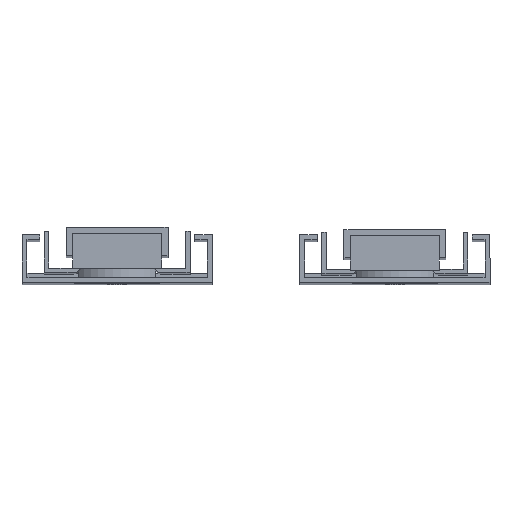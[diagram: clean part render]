
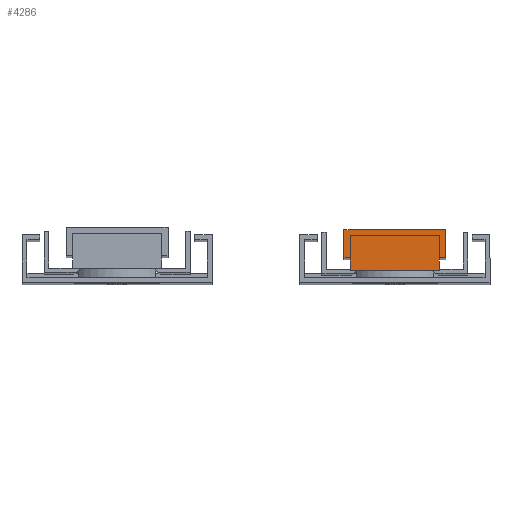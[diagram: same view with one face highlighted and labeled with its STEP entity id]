
A CAD part, top view. The second image highlights one B-rep face of the part: STEP entity #4286.
In plain terms, the highlighted planar face has unit normal (0, 0, 1).
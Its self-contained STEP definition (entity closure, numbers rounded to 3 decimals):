
#3076=CARTESIAN_POINT('',(-8.093,0.403,300.0));
#3077=VERTEX_POINT('',#3076);
#3094=CARTESIAN_POINT('',(-8.093,-2.697,300.0));
#3095=VERTEX_POINT('',#3094);
#3102=CARTESIAN_POINT('',(-8.093,0.403,300.0));
#3103=DIRECTION('',(0.0,-1.0,0.0));
#3104=VECTOR('',#3103,3.1);
#3105=LINE('',#3102,#3104);
#3106=EDGE_CURVE('',#3077,#3095,#3105,.T.);
#3116=CARTESIAN_POINT('',(13.307,0.403,300.0));
#3117=VERTEX_POINT('',#3116);
#3126=CARTESIAN_POINT('',(13.307,-2.697,300.0));
#3127=VERTEX_POINT('',#3126);
#3128=CARTESIAN_POINT('',(13.307,0.403,300.0));
#3129=DIRECTION('',(0.0,-1.0,0.0));
#3130=VECTOR('',#3129,3.1);
#3131=LINE('',#3128,#3130);
#3132=EDGE_CURVE('',#3117,#3127,#3131,.T.);
#3195=CARTESIAN_POINT('',(-8.093,-2.697,300.0));
#3196=DIRECTION('',(1.0,0.0,0.0));
#3197=VECTOR('',#3196,21.4);
#3198=LINE('',#3195,#3197);
#3199=EDGE_CURVE('',#3095,#3127,#3198,.T.);
#4114=CARTESIAN_POINT('',(-9.593,7.203,300.0));
#4115=VERTEX_POINT('',#4114);
#4122=CARTESIAN_POINT('',(14.807,7.203,300.0));
#4123=VERTEX_POINT('',#4122);
#4124=CARTESIAN_POINT('',(-9.593,7.203,300.0));
#4125=DIRECTION('',(1.0,0.0,0.0));
#4126=VECTOR('',#4125,24.4);
#4127=LINE('',#4124,#4126);
#4128=EDGE_CURVE('',#4115,#4123,#4127,.T.);
#4183=CARTESIAN_POINT('',(-9.593,0.403,300.0));
#4184=VERTEX_POINT('',#4183);
#4185=CARTESIAN_POINT('',(-8.093,0.403,300.0));
#4186=DIRECTION('',(-1.0,0.0,0.0));
#4187=VECTOR('',#4186,1.5);
#4188=LINE('',#4185,#4187);
#4189=EDGE_CURVE('',#3077,#4184,#4188,.T.);
#4218=CARTESIAN_POINT('',(14.807,0.403,300.0));
#4219=VERTEX_POINT('',#4218);
#4226=CARTESIAN_POINT('',(14.807,0.403,300.0));
#4227=DIRECTION('',(-1.0,0.0,0.0));
#4228=VECTOR('',#4227,1.5);
#4229=LINE('',#4226,#4228);
#4230=EDGE_CURVE('',#4219,#3117,#4229,.T.);
#4244=CARTESIAN_POINT('',(14.807,7.203,300.0));
#4245=DIRECTION('',(0.0,-1.0,0.0));
#4246=VECTOR('',#4245,6.8);
#4247=LINE('',#4244,#4246);
#4248=EDGE_CURVE('',#4123,#4219,#4247,.T.);
#4261=CARTESIAN_POINT('',(-9.593,0.403,300.0));
#4262=DIRECTION('',(0.0,1.0,0.0));
#4263=VECTOR('',#4262,6.8);
#4264=LINE('',#4261,#4263);
#4265=EDGE_CURVE('',#4184,#4115,#4264,.T.);
#4271=CARTESIAN_POINT('',(2.607,5.248,300.0));
#4272=DIRECTION('',(0.0,0.0,1.0));
#4273=DIRECTION('',(1.0,0.0,0.0));
#4274=AXIS2_PLACEMENT_3D('',#4271,#4272,#4273);
#4275=PLANE('',#4274);
#4276=ORIENTED_EDGE('',*,*,#4265,.F.);
#4277=ORIENTED_EDGE('',*,*,#4189,.F.);
#4278=ORIENTED_EDGE('',*,*,#3106,.T.);
#4279=ORIENTED_EDGE('',*,*,#3199,.T.);
#4280=ORIENTED_EDGE('',*,*,#3132,.F.);
#4281=ORIENTED_EDGE('',*,*,#4230,.F.);
#4282=ORIENTED_EDGE('',*,*,#4248,.F.);
#4283=ORIENTED_EDGE('',*,*,#4128,.F.);
#4284=EDGE_LOOP('',(#4276,#4277,#4278,#4279,#4280,#4281,#4282,#4283));
#4285=FACE_OUTER_BOUND('',#4284,.T.);
#4286=ADVANCED_FACE('',(#4285),#4275,.T.);
